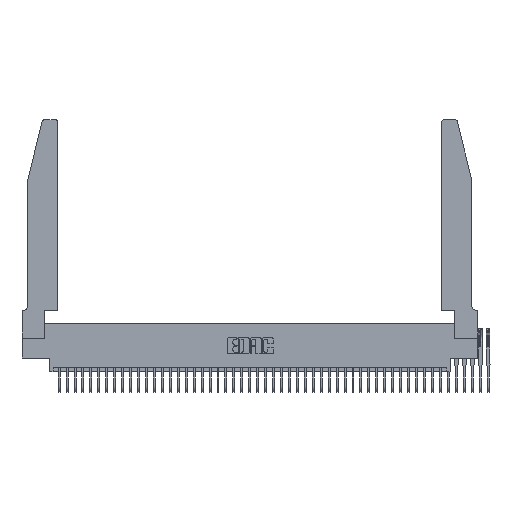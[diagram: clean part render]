
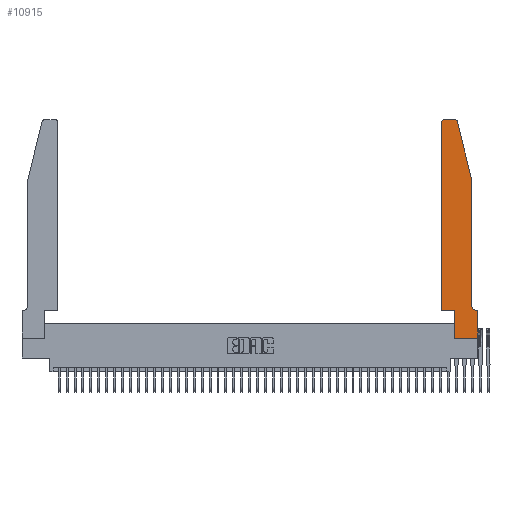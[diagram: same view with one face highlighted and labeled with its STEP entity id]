
A CAD part, top view. The second image highlights one B-rep face of the part: STEP entity #10915.
In plain terms, the highlighted face is planar.
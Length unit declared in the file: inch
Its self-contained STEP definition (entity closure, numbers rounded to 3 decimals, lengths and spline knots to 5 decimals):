
#268 = CARTESIAN_POINT ( 'NONE',  ( 0.4205, 2.72, 0. ) ) ;
#607 = AXIS2_PLACEMENT_3D ( 'NONE', #268, #22755, #3522 ) ;
#616 = ORIENTED_EDGE ( 'NONE', *, *, #2435, .F. ) ;
#788 = DIRECTION ( 'NONE',  ( 0., 1., 0. ) ) ;
#1392 = DIRECTION ( 'NONE',  ( 0., 0., -1. ) ) ;
#1463 = EDGE_CURVE ( 'NONE', #10503, #16554, #9318, .T. ) ;
#1554 = VERTEX_POINT ( 'NONE', #31998 ) ;
#1643 = CARTESIAN_POINT ( 'NONE',  ( 0.2865, 0.35, 0. ) ) ;
#1810 = VERTEX_POINT ( 'NONE', #33328 ) ;
#2152 = CARTESIAN_POINT ( 'NONE',  ( 0.25487, 2.72718, 0. ) ) ;
#2435 = EDGE_CURVE ( 'NONE', #16554, #8708, #6777, .T. ) ;
#2453 = PLANE ( 'NONE',  #12912 ) ;
#2834 = CARTESIAN_POINT ( 'NONE',  ( 0.0755, 2., 0. ) ) ;
#2860 = LINE ( 'NONE', #15350, #9424 ) ;
#3522 = DIRECTION ( 'NONE',  ( 1., 0., 0. ) ) ;
#3577 = EDGE_CURVE ( 'NONE', #29750, #20002, #11836, .T. ) ;
#4298 = CARTESIAN_POINT ( 'NONE',  ( 0., 0., 0. ) ) ;
#5319 = ORIENTED_EDGE ( 'NONE', *, *, #1463, .F. ) ;
#5730 = DIRECTION ( 'NONE',  ( 0., 0., 1. ) ) ;
#5888 = VECTOR ( 'NONE', #19174, 39.37008 ) ;
#6073 = LINE ( 'NONE', #34325, #30488 ) ;
#6724 = EDGE_LOOP ( 'NONE', ( #19645, #32512, #36639, #31873, #23101, #24484, #24726, #10490, #38608, #33011, #616, #5319 ) ) ;
#6777 = CIRCLE ( 'NONE', #9469, 0.07 ) ;
#7049 = VECTOR ( 'NONE', #35997, 39.37008 ) ;
#7438 = CARTESIAN_POINT ( 'NONE',  ( 0., 0., 0. ) ) ;
#7439 = VERTEX_POINT ( 'NONE', #8595 ) ;
#7752 = VECTOR ( 'NONE', #788, 39.37008 ) ;
#7889 = LINE ( 'NONE', #31681, #5888 ) ;
#8595 = CARTESIAN_POINT ( 'NONE',  ( 0.2865, 0., 0. ) ) ;
#8708 = VERTEX_POINT ( 'NONE', #32208 ) ;
#9234 = CARTESIAN_POINT ( 'NONE',  ( 0.4505, 0.35, 0. ) ) ;
#9318 = LINE ( 'NONE', #2834, #33672 ) ;
#9337 = DIRECTION ( 'NONE',  ( -1., 0., 0. ) ) ;
#9424 = VECTOR ( 'NONE', #18562, 39.37008 ) ;
#9469 = AXIS2_PLACEMENT_3D ( 'NONE', #36927, #18146, #40041 ) ;
#10490 = ORIENTED_EDGE ( 'NONE', *, *, #26419, .F. ) ;
#10503 = VERTEX_POINT ( 'NONE', #28627 ) ;
#10915 = ADVANCED_FACE ( 'NONE', ( #35632 ), #2453, .F. ) ;
#11836 = LINE ( 'NONE', #9234, #27747 ) ;
#12201 = DIRECTION ( 'NONE',  ( -0.239, -0.971, 0. ) ) ;
#12912 = AXIS2_PLACEMENT_3D ( 'NONE', #30516, #5730, #28054 ) ;
#13375 = VECTOR ( 'NONE', #29818, 39.37008 ) ;
#15350 = CARTESIAN_POINT ( 'NONE',  ( 0.4505, 0.35, 0. ) ) ;
#15534 = EDGE_CURVE ( 'NONE', #17102, #10503, #6073, .T. ) ;
#15675 = LINE ( 'NONE', #7438, #7049 ) ;
#16320 = CIRCLE ( 'NONE', #18973, 0.03 ) ;
#16554 = VERTEX_POINT ( 'NONE', #30390 ) ;
#17102 = VERTEX_POINT ( 'NONE', #2152 ) ;
#18146 = DIRECTION ( 'NONE',  ( 0., 0., -1. ) ) ;
#18562 = DIRECTION ( 'NONE',  ( 0., 1., 0. ) ) ;
#18973 = AXIS2_PLACEMENT_3D ( 'NONE', #20703, #1392, #23831 ) ;
#19174 = DIRECTION ( 'NONE',  ( -1., 0., 0. ) ) ;
#19305 = CIRCLE ( 'NONE', #607, 0.03 ) ;
#19645 = ORIENTED_EDGE ( 'NONE', *, *, #15534, .F. ) ;
#19755 = EDGE_CURVE ( 'NONE', #31289, #1554, #19305, .T. ) ;
#20002 = VERTEX_POINT ( 'NONE', #26141 ) ;
#20551 = CARTESIAN_POINT ( 'NONE',  ( 0., 0.35, 0. ) ) ;
#20703 = CARTESIAN_POINT ( 'NONE',  ( 0.284, 2.72, 0. ) ) ;
#21372 = EDGE_CURVE ( 'NONE', #32375, #1810, #15675, .T. ) ;
#21835 = LINE ( 'NONE', #4298, #13375 ) ;
#22755 = DIRECTION ( 'NONE',  ( 0., 0., -1. ) ) ;
#23101 = ORIENTED_EDGE ( 'NONE', *, *, #24800, .F. ) ;
#23831 = DIRECTION ( 'NONE',  ( 1., 0., 0. ) ) ;
#24484 = ORIENTED_EDGE ( 'NONE', *, *, #3577, .F. ) ;
#24726 = ORIENTED_EDGE ( 'NONE', *, *, #26365, .F. ) ;
#24800 = EDGE_CURVE ( 'NONE', #20002, #1554, #2860, .T. ) ;
#25461 = LINE ( 'NONE', #28415, #31867 ) ;
#26141 = CARTESIAN_POINT ( 'NONE',  ( 0.4505, 0.35, 0. ) ) ;
#26365 = EDGE_CURVE ( 'NONE', #7439, #29750, #32164, .T. ) ;
#26419 = EDGE_CURVE ( 'NONE', #1810, #7439, #21835, .T. ) ;
#27617 = CARTESIAN_POINT ( 'NONE',  ( 0.4205, 2.75, 0. ) ) ;
#27747 = VECTOR ( 'NONE', #31497, 39.37008 ) ;
#28054 = DIRECTION ( 'NONE',  ( 1., 0., 0. ) ) ;
#28415 = CARTESIAN_POINT ( 'NONE',  ( 0.2605, 2.75, 0. ) ) ;
#28627 = CARTESIAN_POINT ( 'NONE',  ( 0.0755, 2., 0. ) ) ;
#29750 = VERTEX_POINT ( 'NONE', #1643 ) ;
#29818 = DIRECTION ( 'NONE',  ( 1., 0., 0. ) ) ;
#30390 = CARTESIAN_POINT ( 'NONE',  ( 0.0755, 0.42, 0. ) ) ;
#30488 = VECTOR ( 'NONE', #12201, 39.37008 ) ;
#30516 = CARTESIAN_POINT ( 'NONE',  ( 0., 0.35, 0. ) ) ;
#31086 = VERTEX_POINT ( 'NONE', #31285 ) ;
#31285 = CARTESIAN_POINT ( 'NONE',  ( 0.284, 2.75, 0. ) ) ;
#31289 = VERTEX_POINT ( 'NONE', #27617 ) ;
#31497 = DIRECTION ( 'NONE',  ( 1., 0., 0. ) ) ;
#31681 = CARTESIAN_POINT ( 'NONE',  ( 0.0755, 0.35, 0. ) ) ;
#31867 = VECTOR ( 'NONE', #9337, 39.37008 ) ;
#31873 = ORIENTED_EDGE ( 'NONE', *, *, #19755, .T. ) ;
#31998 = CARTESIAN_POINT ( 'NONE',  ( 0.4505, 2.72, 0. ) ) ;
#32164 = LINE ( 'NONE', #32724, #7752 ) ;
#32208 = CARTESIAN_POINT ( 'NONE',  ( 0.0055, 0.35, 0. ) ) ;
#32375 = VERTEX_POINT ( 'NONE', #20551 ) ;
#32394 = EDGE_CURVE ( 'NONE', #17102, #31086, #16320, .T. ) ;
#32512 = ORIENTED_EDGE ( 'NONE', *, *, #32394, .T. ) ;
#32724 = CARTESIAN_POINT ( 'NONE',  ( 0.2865, 0.35, 0. ) ) ;
#33011 = ORIENTED_EDGE ( 'NONE', *, *, #35755, .F. ) ;
#33328 = CARTESIAN_POINT ( 'NONE',  ( 0., 0., 0. ) ) ;
#33672 = VECTOR ( 'NONE', #37824, 39.37008 ) ;
#34325 = CARTESIAN_POINT ( 'NONE',  ( 0.0755, 2., 0. ) ) ;
#35067 = EDGE_CURVE ( 'NONE', #31289, #31086, #25461, .T. ) ;
#35632 = FACE_OUTER_BOUND ( 'NONE', #6724, .T. ) ;
#35755 = EDGE_CURVE ( 'NONE', #8708, #32375, #7889, .T. ) ;
#35997 = DIRECTION ( 'NONE',  ( 0., -1., 0. ) ) ;
#36639 = ORIENTED_EDGE ( 'NONE', *, *, #35067, .F. ) ;
#36927 = CARTESIAN_POINT ( 'NONE',  ( 0.0055, 0.42, 0. ) ) ;
#37824 = DIRECTION ( 'NONE',  ( 0., -1., 0. ) ) ;
#38608 = ORIENTED_EDGE ( 'NONE', *, *, #21372, .F. ) ;
#40041 = DIRECTION ( 'NONE',  ( -1., 0., 0. ) ) ;
